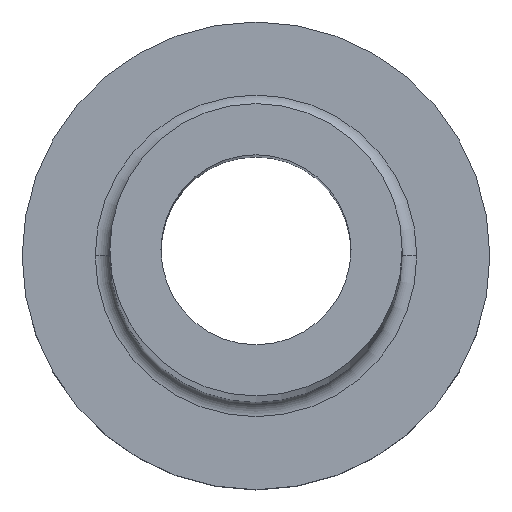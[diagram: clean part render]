
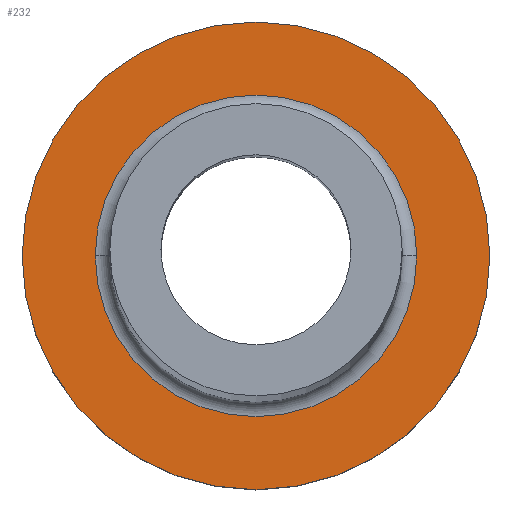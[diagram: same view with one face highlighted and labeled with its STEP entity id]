
A CAD part, top view. The second image highlights one B-rep face of the part: STEP entity #232.
In plain terms, the highlighted planar face has unit normal (0, 0, 1).
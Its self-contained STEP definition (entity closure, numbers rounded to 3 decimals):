
#6 = VERTEX_POINT ( 'NONE', #366 ) ;
#54 = CIRCLE ( 'NONE', #202, 5.5 ) ;
#56 = CARTESIAN_POINT ( 'NONE',  ( 0., 0., 5. ) ) ;
#92 = CIRCLE ( 'NONE', #310, 5.5 ) ;
#95 = CARTESIAN_POINT ( 'NONE',  ( 0., 0., 5. ) ) ;
#112 = VERTEX_POINT ( 'NONE', #304 ) ;
#127 = CIRCLE ( 'NONE', #345, 8. ) ;
#141 = AXIS2_PLACEMENT_3D ( 'NONE', #56, #205, #331 ) ;
#146 = EDGE_CURVE ( 'NONE', #328, #6, #92, .T. ) ;
#184 = CARTESIAN_POINT ( 'NONE',  ( 0., 0., 5. ) ) ;
#188 = DIRECTION ( 'NONE',  ( 0., 0., -1. ) ) ;
#202 = AXIS2_PLACEMENT_3D ( 'NONE', #361, #188, #434 ) ;
#205 = DIRECTION ( 'NONE',  ( 0., 0., 1. ) ) ;
#215 = EDGE_LOOP ( 'NONE', ( #355, #289 ) ) ;
#220 = DIRECTION ( 'NONE',  ( 0., 0., 1. ) ) ;
#227 = DIRECTION ( 'NONE',  ( 1., 0., 0. ) ) ;
#232 = ADVANCED_FACE ( 'NONE', ( #318, #358 ), #293, .T. ) ;
#249 = DIRECTION ( 'NONE',  ( 1., 0., 0. ) ) ;
#252 = VERTEX_POINT ( 'NONE', #401 ) ;
#258 = CARTESIAN_POINT ( 'NONE',  ( 0., 0., 5. ) ) ;
#279 = EDGE_CURVE ( 'NONE', #6, #328, #54, .T. ) ;
#289 = ORIENTED_EDGE ( 'NONE', *, *, #364, .T. ) ;
#293 = PLANE ( 'NONE',  #315 ) ;
#304 = CARTESIAN_POINT ( 'NONE',  ( -8., 0., 5. ) ) ;
#310 = AXIS2_PLACEMENT_3D ( 'NONE', #95, #336, #339 ) ;
#315 = AXIS2_PLACEMENT_3D ( 'NONE', #184, #220, #249 ) ;
#318 = FACE_BOUND ( 'NONE', #398, .T. ) ;
#328 = VERTEX_POINT ( 'NONE', #397 ) ;
#331 = DIRECTION ( 'NONE',  ( 1., 0., 0. ) ) ;
#336 = DIRECTION ( 'NONE',  ( 0., 0., -1. ) ) ;
#339 = DIRECTION ( 'NONE',  ( 1., 0., 0. ) ) ;
#345 = AXIS2_PLACEMENT_3D ( 'NONE', #258, #443, #227 ) ;
#353 = CIRCLE ( 'NONE', #141, 8. ) ;
#355 = ORIENTED_EDGE ( 'NONE', *, *, #403, .T. ) ;
#358 = FACE_OUTER_BOUND ( 'NONE', #215, .T. ) ;
#361 = CARTESIAN_POINT ( 'NONE',  ( 0., 0., 5. ) ) ;
#364 = EDGE_CURVE ( 'NONE', #252, #112, #127, .T. ) ;
#366 = CARTESIAN_POINT ( 'NONE',  ( 5.5, 0., 5. ) ) ;
#396 = ORIENTED_EDGE ( 'NONE', *, *, #279, .T. ) ;
#397 = CARTESIAN_POINT ( 'NONE',  ( -5.5, 0., 5. ) ) ;
#398 = EDGE_LOOP ( 'NONE', ( #396, #427 ) ) ;
#401 = CARTESIAN_POINT ( 'NONE',  ( 8., 0., 5. ) ) ;
#403 = EDGE_CURVE ( 'NONE', #112, #252, #353, .T. ) ;
#427 = ORIENTED_EDGE ( 'NONE', *, *, #146, .T. ) ;
#434 = DIRECTION ( 'NONE',  ( 1., 0., 0. ) ) ;
#443 = DIRECTION ( 'NONE',  ( 0., 0., 1. ) ) ;
